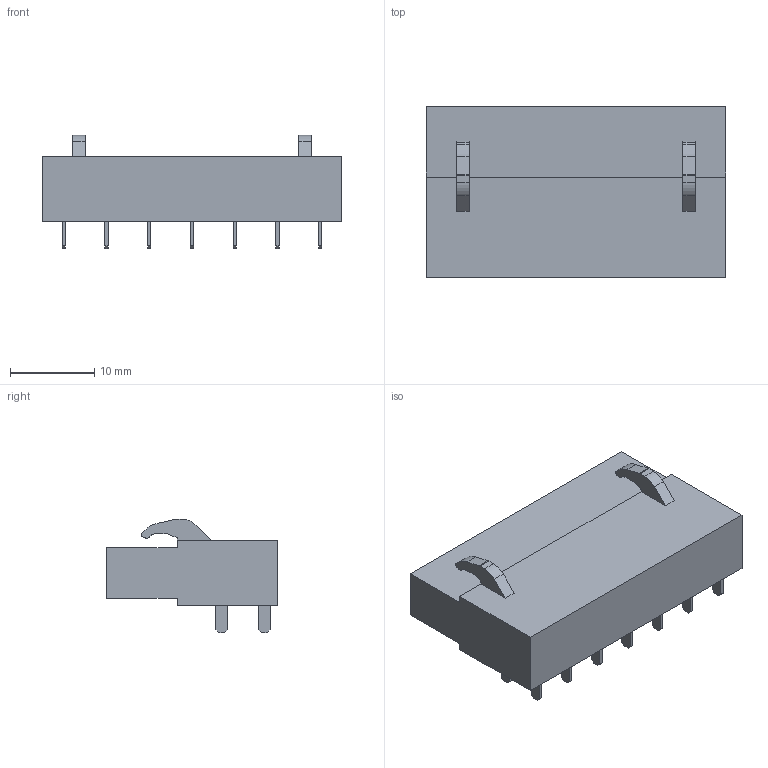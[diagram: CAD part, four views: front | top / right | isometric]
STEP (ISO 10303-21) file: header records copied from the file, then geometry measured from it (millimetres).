
FILE_DESCRIPTION(('CATIA V5 STEP Exchange','CAx-IF Rec.Pracs.--- Model Styling and Organization---1.2---2011-12-15'),'2;1');
FILE_NAME ('D1453697_0', '2018-09-01T03:00:30+00:00', ('none'), ('Weidmueller'), 'CATIA Version 5-6 Release 2014', 'CATIA V5 STEP AP214', 'none');
FILE_SCHEMA(('AUTOMOTIVE_DESIGN { 1 0 10303 214 1 1 1 1 }'));
Length unit declared in the file: millimetre
Products named in the file (1): 1622990000
Bounding box: 35.56 x 20.25 x 13.48 mm (x, y, z)
Volume: 5025.6 mm3; surface area: 2655.7 mm2
Topology: 15 solids, 15 shells, 249 faces, 588 edges, 392 vertices
Faces by surface type: plane 221, cylinder 14, cone 14
Entity records: 6463 total; most frequent: ORIENTED_EDGE 1176, CARTESIAN_POINT 1136, DIRECTION 856, EDGE_CURVE 588, VECTOR 518, LINE 518, VERTEX_POINT 392, EDGE_LOOP 272
